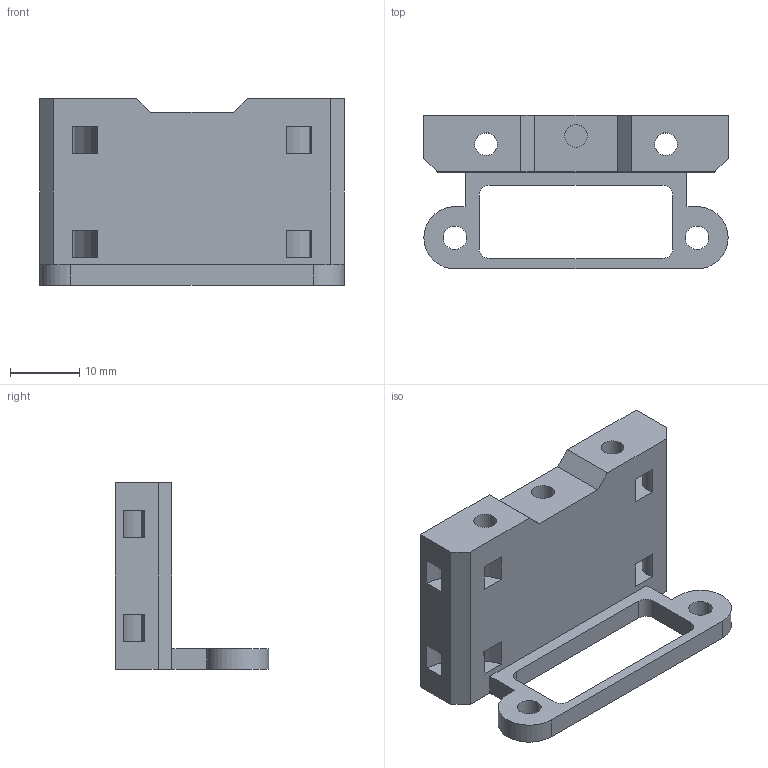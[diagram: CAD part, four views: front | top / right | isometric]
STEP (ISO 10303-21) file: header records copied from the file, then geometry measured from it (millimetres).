
FILE_DESCRIPTION(/* description */ ('STEP AP242','CAx-IF Rec.Pracs.---Representation and Presentation of Product Manufacturing Information (PMI)---4.0---2014-10-13','CAx-IF Rec.Pracs.---3D Tessellated Geometry---0.4---2014-09-14','2;1'),/* implementation_level */ '2;1');
FILE_NAME(/* name */ '61c8e417b13e26738f9f9a6b',/* time_stamp */ '2021-12-26T21:52:24+00:00',/* author */ (''),/* organization */ (''),/* preprocessor_version */ 'ST-DEVELOPER v18.101',/* originating_system */ ' ',/* authorisation */ ' ');
FILE_SCHEMA (('AP242_MANAGED_MODEL_BASED_3D_ENGINEERING_MIM_LF { 1 0 10303 442 1 1 4 }'));
Length unit declared in the file: metre
Products named in the file (1): bottom_mgn12_short_duct
Bounding box: 44.1 x 22.2 x 27 mm (x, y, z)
Volume: 9254.3 mm3; surface area: 5258.1 mm2
Topology: 1 solids, 1 shells, 66 faces, 189 edges, 126 vertices
Faces by surface type: plane 39, cylinder 27
Full cylindrical faces by diameter (mm): 3.3 x3, 3.4 x2
Entity records: 2200 total; most frequent: CARTESIAN_POINT 377, DIRECTION 372, ORIENTED_EDGE 368, EDGE_CURVE 184, LINE 130, VECTOR 130, VERTEX_POINT 126, AXIS2_PLACEMENT_3D 121
